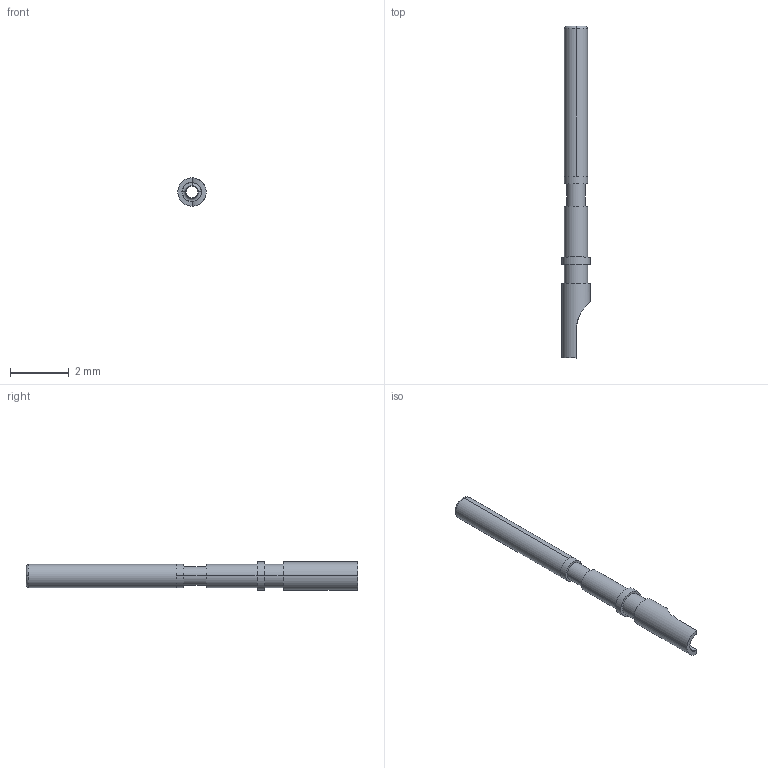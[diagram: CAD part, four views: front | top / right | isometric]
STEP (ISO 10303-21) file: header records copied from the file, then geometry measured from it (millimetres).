
FILE_DESCRIPTION (( 'STEP AP214' ), '1' );
FILE_NAME ('C-ICS40 B1 S2S3.STEP', '2014-06-17T11:03:47', ( 'Authorized User' ), ( '' ), 'SwSTEP 2.0', 'SolidWorks 2014', '' );
FILE_SCHEMA (( 'AUTOMOTIVE_DESIGN' ));
Length unit declared in the file: inch
Products named in the file (1): C-ICS40 B1 S2S3
Bounding box: 0.97 x 11.28 x 0.97 mm (x, y, z)
Surface area: 32.4 mm2 (no closed solid volume)
Topology: 0 solids, 2 shells, 31 faces, 76 edges, 50 vertices
Faces by surface type: cylinder 17, plane 8, cone 3, torus 3
Entity records: 1399 total; most frequent: CARTESIAN_POINT 200, DIRECTION 180, ORIENTED_EDGE 144, EDGE_CURVE 76, AXIS2_PLACEMENT_3D 76, VERTEX_POINT 50, CIRCLE 44, EDGE_LOOP 36
